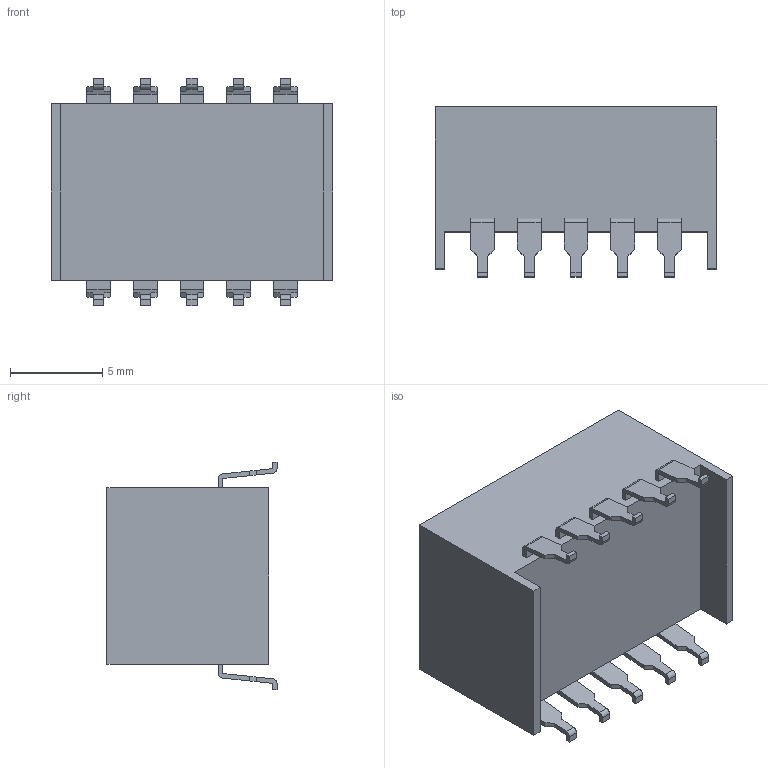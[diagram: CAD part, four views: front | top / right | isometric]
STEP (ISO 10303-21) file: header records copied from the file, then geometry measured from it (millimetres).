
FILE_DESCRIPTION (( 'STEP AP203' ), '1' );
FILE_NAME ('TSR0.55M.STEP', '2020-11-13T08:03:43', ( '' ), ( '' ), 'SwSTEP 2.0', 'SolidWorks 2020', '' );
FILE_SCHEMA (( 'CONFIG_CONTROL_DESIGN' ));
Length unit declared in the file: millimetre
Products named in the file (1): TSR0.55M
Bounding box: 15.3 x 9.24 x 12.35 mm (x, y, z)
Volume: 1027.7 mm3; surface area: 810.4 mm2
Topology: 1 solids, 1 shells, 163 faces, 450 edges, 300 vertices
Faces by surface type: plane 141, cylinder 22
Entity records: 5205 total; most frequent: CARTESIAN_POINT 914, ORIENTED_EDGE 900, DIRECTION 822, EDGE_CURVE 450, VECTOR 406, LINE 406, VERTEX_POINT 300, AXIS2_PLACEMENT_3D 208
